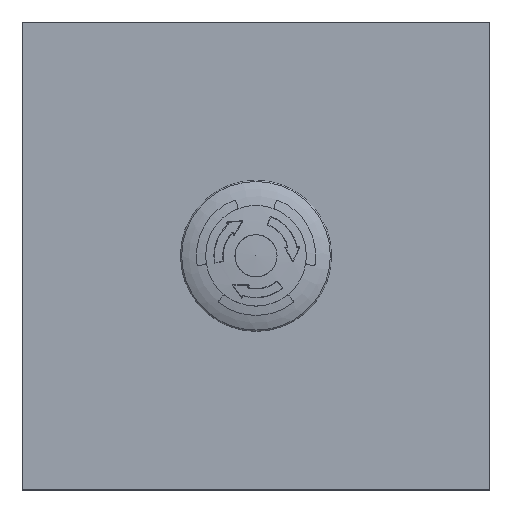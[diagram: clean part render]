
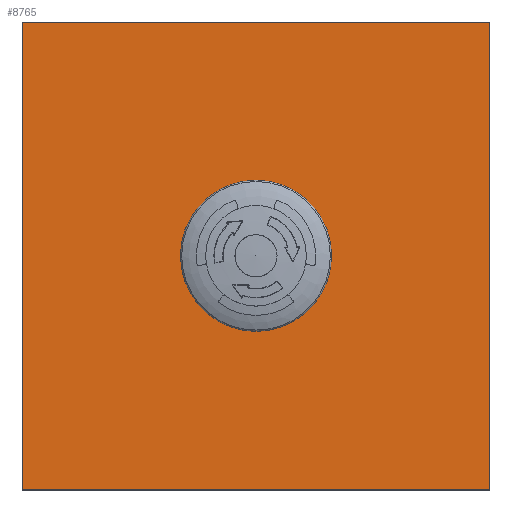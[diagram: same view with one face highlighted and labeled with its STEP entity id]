
A CAD part, top view. The second image highlights one B-rep face of the part: STEP entity #8765.
In plain terms, the highlighted planar face has unit normal (0, 0, 1).
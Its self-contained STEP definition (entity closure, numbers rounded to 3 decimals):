
#546=PLANE('',#9953);
#1322=LINE('',#18898,#1759);
#1326=LINE('',#18906,#1763);
#1329=LINE('',#18912,#1766);
#1331=LINE('',#18920,#1768);
#1759=VECTOR('',#12239,1000.);
#1763=VECTOR('',#12245,1000.);
#1766=VECTOR('',#12250,1000.);
#1768=VECTOR('',#12260,1000.);
#4281=ORIENTED_EDGE('',*,*,#5552,.T.);
#4282=ORIENTED_EDGE('',*,*,#5544,.T.);
#4283=ORIENTED_EDGE('',*,*,#5548,.T.);
#4284=ORIENTED_EDGE('',*,*,#5551,.T.);
#4285=ORIENTED_EDGE('',*,*,#5555,.T.);
#5544=EDGE_CURVE('',#6364,#6363,#1322,.T.);
#5548=EDGE_CURVE('',#6363,#6366,#1326,.T.);
#5551=EDGE_CURVE('',#6366,#6368,#1329,.T.);
#5552=EDGE_CURVE('',#6369,#6369,#6831,.T.);
#5555=EDGE_CURVE('',#6368,#6364,#1331,.T.);
#6363=VERTEX_POINT('',#18897);
#6364=VERTEX_POINT('',#18899);
#6366=VERTEX_POINT('',#18905);
#6368=VERTEX_POINT('',#18911);
#6369=VERTEX_POINT('',#18915);
#6831=CIRCLE('',#9950,11.);
#7463=EDGE_LOOP('',(#4281));
#7464=EDGE_LOOP('',(#4282,#4283,#4284,#4285));
#8099=FACE_BOUND('',#7463,.T.);
#8100=FACE_BOUND('',#7464,.T.);
#8765=ADVANCED_FACE('',(#8099,#8100),#546,.T.);
#9950=AXIS2_PLACEMENT_3D('',#18914,#12253,#12254);
#9953=AXIS2_PLACEMENT_3D('',#18921,#12261,#12262);
#12239=DIRECTION('',(0.,-1.,0.));
#12245=DIRECTION('',(1.,0.,0.));
#12250=DIRECTION('',(0.,1.,0.));
#12253=DIRECTION('',(0.,0.,-1.));
#12254=DIRECTION('',(1.,0.,0.));
#12260=DIRECTION('',(-1.,0.,0.));
#12261=DIRECTION('',(0.,0.,1.));
#12262=DIRECTION('',(1.,0.,0.));
#18897=CARTESIAN_POINT('',(-50.,-50.,-0.001));
#18898=CARTESIAN_POINT('',(-50.,50.,-0.001));
#18899=CARTESIAN_POINT('',(-50.,50.,-0.001));
#18905=CARTESIAN_POINT('',(50.,-50.,-0.001));
#18906=CARTESIAN_POINT('',(-50.,-50.,-0.001));
#18911=CARTESIAN_POINT('',(50.,50.,-0.001));
#18912=CARTESIAN_POINT('',(50.,-50.,-0.001));
#18914=CARTESIAN_POINT('',(0.,0.,-0.001));
#18915=CARTESIAN_POINT('',(11.,0.,-0.001));
#18920=CARTESIAN_POINT('',(50.,50.,-0.001));
#18921=CARTESIAN_POINT('',(0.,0.,-0.001));
